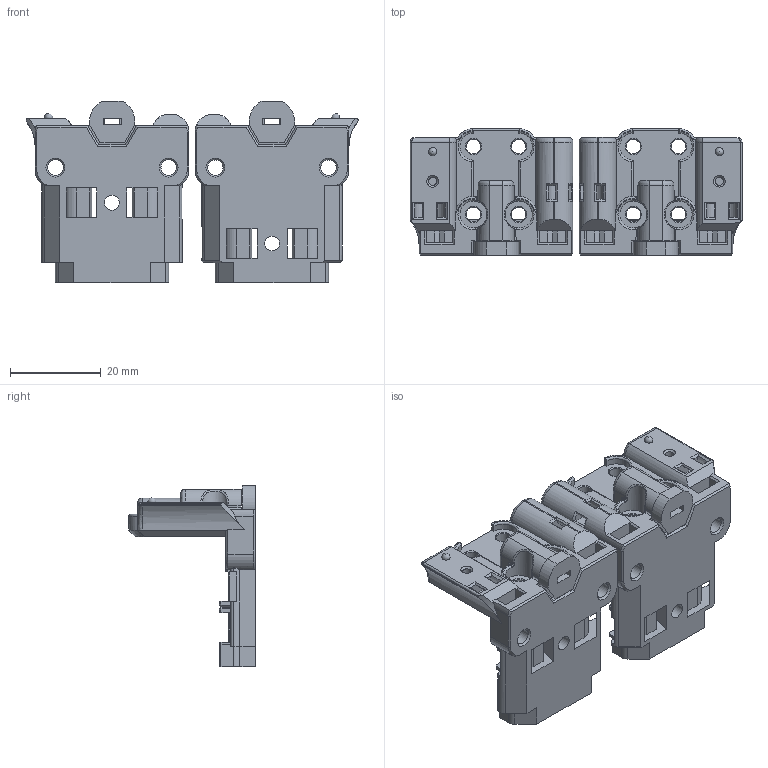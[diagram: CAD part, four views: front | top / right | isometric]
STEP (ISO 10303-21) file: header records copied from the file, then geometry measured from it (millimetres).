
FILE_DESCRIPTION(/* description */ ('STEP AP242','CAx-IF Rec.Pracs.---Representation and Presentation of Product Manufacturing Information (PMI)---4.0---2014-10-13','CAx-IF Rec.Pracs.---3D Tessellated Geometry---0.4---2014-09-14','2;1'),/* implementation_level */ '2;1');
FILE_NAME(/* name */ '65a143e60e72f5023a7a5c21',/* time_stamp */ '2024-01-12T13:51:35Z',/* author */ (''),/* organization */ (''),/* preprocessor_version */ 'ST-DEVELOPER v19.4',/* originating_system */ ' ',/* authorisation */ ' ');
FILE_SCHEMA (('AP242_MANAGED_MODEL_BASED_3D_ENGINEERING_MIM_LF { 1 0 10303 442 1 1 4 }'));
Length unit declared in the file: metre
Products named in the file (4): Assembly 1; Supports (5); X_Carriage_MGN9C_Switch
Assembly tree (4 placements, depth 2):
  Assembly 1
    Supports (5)  x2
    X_Carriage_MGN9C_Switch
    X_Carriage_MGN9C_Switch
Bounding box: 73.33 x 28 x 40.14 mm (x, y, z)
Volume: 18580 mm3; surface area: 13861.7 mm2
Topology: 4 solids, 6 shells, 705 faces, 1941 edges, 1246 vertices
Faces by surface type: plane 427, cylinder 156, cone 58, bspline 38, torus 24, sphere 2
Full cylindrical faces by diameter (mm): 1.8 x2, 3.2 x8, 3.3 x2, 3.4 x10, 4.7 x8, 6 x4
Entity records: 22905 total; most frequent: CARTESIAN_POINT 6021, ORIENTED_EDGE 3602, DIRECTION 3229, EDGE_CURVE 1801, VERTEX_POINT 1182, LINE 1141, VECTOR 1141, AXIS2_PLACEMENT_3D 1044
